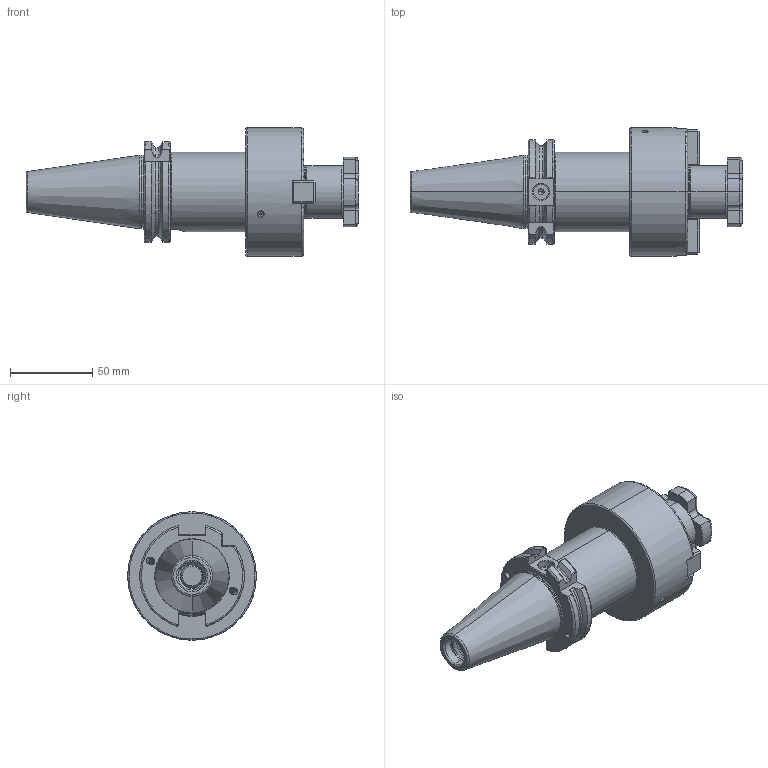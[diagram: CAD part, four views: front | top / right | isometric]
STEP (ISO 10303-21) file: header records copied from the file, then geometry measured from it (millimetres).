
FILE_DESCRIPTION (( 'STEP AP203' ), '1' );
FILE_NAME ('403.11.32.1.STEP', '2016-07-23T05:09:40', ( '' ), ( '' ), 'SwSTEP 2.0', 'SolidWorks 2012', '' );
FILE_SCHEMA (( 'CONFIG_CONTROL_DESIGN' ));
Products named in the file (5): 面銑刀墊塊32; 102.11.32_M5xP0.8-14L; 十字螺絲FMB32; 403.11.32.1
Assembly tree (6 placements, depth 2):
  403.11.32.1
    403.11.32.1
    102.11.32_M5xP0.8-14L  x2
    面銑刀墊塊32  x2
    十字螺絲FMB32
Bounding box: 201.4 x 78 x 78 mm (x, y, z)
Volume: 365050.7 mm3; surface area: 64185.2 mm2
Topology: 6 solids, 6 shells, 642 faces, 1660 edges, 1026 vertices
Faces by surface type: cylinder 294, plane 158, cone 78, torus 66, bspline 46
Entity records: 36577 total; most frequent: CARTESIAN_POINT 24204, ORIENTED_EDGE 2808, DIRECTION 2141, EDGE_CURVE 1404, VERTEX_POINT 881, AXIS2_PLACEMENT_3D 818, EDGE_LOOP 565, FACE_OUTER_BOUND 542
